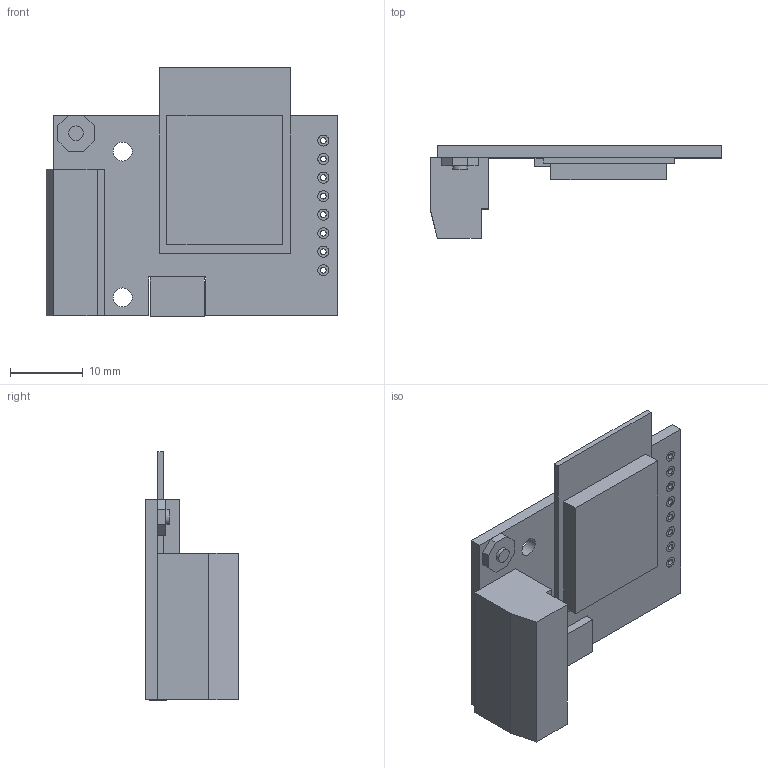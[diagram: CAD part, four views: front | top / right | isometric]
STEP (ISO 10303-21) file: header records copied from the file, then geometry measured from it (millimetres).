
FILE_DESCRIPTION(/* description */ (''),/* implementation_level */ '2;1');
FILE_NAME(/* name */ 'Pixelblaze HW v3.6.step',/* time_stamp */ '2022-05-29T19:20:27-07:00',/* author */ (''),/* organization */ (''),/* preprocessor_version */ 'ST-DEVELOPER v19',/* originating_system */ 'Autodesk Translation Framework v11.7.0.108',/* authorisation */ '');
FILE_SCHEMA (('AUTOMOTIVE_DESIGN { 1 0 10303 214 3 1 1 }'));
Length unit declared in the file: millimetre
Products named in the file (7): Pixelblaze v3.6; Antenna Plane; ESP32-WROOM-32E; ScrewTerm; Button; MicroUSB; Pads
Assembly tree (6 placements, depth 3):
  Pixelblaze v3.6
    Antenna Plane
      ESP32-WROOM-32E
    ScrewTerm
    Button
    MicroUSB
    Pads
Bounding box: 40 x 12.65 x 34.1 mm (x, y, z)
Volume: 4355.7 mm3; surface area: 5238.5 mm2
Topology: 14 solids, 14 shells, 100 faces, 210 edges, 140 vertices
Faces by surface type: plane 73, cylinder 27
Full cylindrical faces by diameter (mm): 0.79 x16, 1.5 x8, 2 x1, 2.6 x2
Entity records: 2973 total; most frequent: DIRECTION 492, CARTESIAN_POINT 464, ORIENTED_EDGE 420, EDGE_CURVE 210, AXIS2_PLACEMENT_3D 168, LINE 156, VECTOR 156, VERTEX_POINT 140
